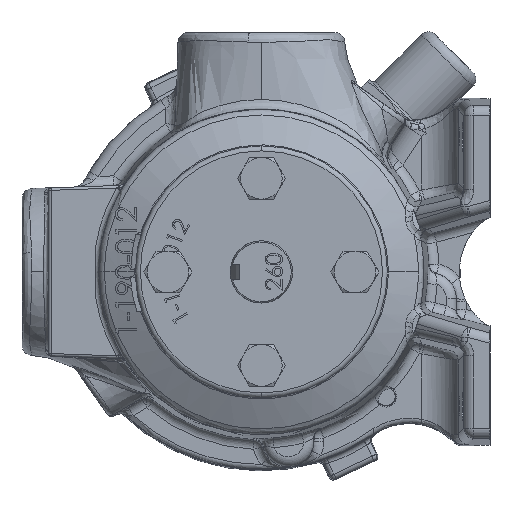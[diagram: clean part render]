
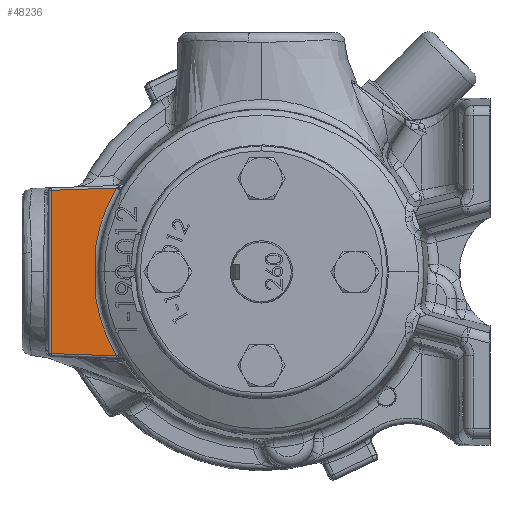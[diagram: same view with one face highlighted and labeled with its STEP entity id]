
A CAD part, left-side view. The second image highlights one B-rep face of the part: STEP entity #48236.
In plain terms, the highlighted planar face has unit normal (-1, 0, 0).
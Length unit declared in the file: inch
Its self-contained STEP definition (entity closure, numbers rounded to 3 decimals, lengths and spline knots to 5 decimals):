
#4763 = CARTESIAN_POINT ( 'NONE',  ( -2., 2., -0.26676 ) ) ;
#5370 = CARTESIAN_POINT ( 'NONE',  ( -2., 2., 0.26676 ) ) ;
#5676 = CARTESIAN_POINT ( 'NONE',  ( -2., 0., 0. ) ) ;
#5812 = LINE ( 'NONE', #78760, #70971 ) ;
#8403 = EDGE_CURVE ( 'NONE', #74623, #30986, #20051, .T. ) ;
#14158 = DIRECTION ( 'NONE',  ( 0., 0., 1. ) ) ;
#15881 = ORIENTED_EDGE ( 'NONE', *, *, #54400, .T. ) ;
#20051 = LINE ( 'NONE', #75310, #62593 ) ;
#20780 = EDGE_LOOP ( 'NONE', ( #68242, #15881, #75294, #88360, #21455, #72916 ) ) ;
#21074 = EDGE_CURVE ( 'NONE', #30986, #102087, #100851, .T. ) ;
#21455 = ORIENTED_EDGE ( 'NONE', *, *, #37408, .T. ) ;
#23260 = DIRECTION ( 'NONE',  ( 1., 0., 0. ) ) ;
#24761 = EDGE_CURVE ( 'NONE', #90337, #77077, #30670, .T. ) ;
#27451 = CARTESIAN_POINT ( 'NONE',  ( -2., 2.55895, 0.98119 ) ) ;
#28432 = DIRECTION ( 'NONE',  ( -1., 0., 0. ) ) ;
#30670 = LINE ( 'NONE', #27451, #75858 ) ;
#30986 = VERTEX_POINT ( 'NONE', #60076 ) ;
#34023 = CARTESIAN_POINT ( 'NONE',  ( -2., 1.74699, 1.00955 ) ) ;
#35514 = PLANE ( 'NONE',  #54798 ) ;
#37408 = EDGE_CURVE ( 'NONE', #77077, #74623, #54085, .T. ) ;
#38482 = CARTESIAN_POINT ( 'NONE',  ( -2., 2.53, 0.9822 ) ) ;
#44879 = EDGE_CURVE ( 'NONE', #105338, #90337, #89264, .T. ) ;
#45201 = AXIS2_PLACEMENT_3D ( 'NONE', #5676, #65137, #14158 ) ;
#48236 = ADVANCED_FACE ( 'NONE', ( #58441 ), #35514, .T. ) ;
#50029 = DIRECTION ( 'NONE',  ( 0., -0.999, -0.035 ) ) ;
#54085 = LINE ( 'NONE', #72538, #85920 ) ;
#54400 = EDGE_CURVE ( 'NONE', #102087, #105338, #5812, .T. ) ;
#54798 = AXIS2_PLACEMENT_3D ( 'NONE', #79297, #28432, #87850 ) ;
#58441 = FACE_OUTER_BOUND ( 'NONE', #20780, .T. ) ;
#60076 = CARTESIAN_POINT ( 'NONE',  ( -2., 1.74699, -1.00955 ) ) ;
#62593 = VECTOR ( 'NONE', #50029, 39.37008 ) ;
#65137 = DIRECTION ( 'NONE',  ( 1., 0., 0. ) ) ;
#68242 = ORIENTED_EDGE ( 'NONE', *, *, #21074, .T. ) ;
#70971 = VECTOR ( 'NONE', #71370, 39.37008 ) ;
#71370 = DIRECTION ( 'NONE',  ( 0., 0., 1. ) ) ;
#72538 = CARTESIAN_POINT ( 'NONE',  ( -2., 2.53, -1.01117 ) ) ;
#72916 = ORIENTED_EDGE ( 'NONE', *, *, #8403, .T. ) ;
#74247 = CARTESIAN_POINT ( 'NONE',  ( -2., 0., 0. ) ) ;
#74623 = VERTEX_POINT ( 'NONE', #94853 ) ;
#75294 = ORIENTED_EDGE ( 'NONE', *, *, #44879, .T. ) ;
#75310 = CARTESIAN_POINT ( 'NONE',  ( -2., 1.65837, -1.01264 ) ) ;
#75858 = VECTOR ( 'NONE', #95054, 39.37008 ) ;
#77077 = VERTEX_POINT ( 'NONE', #38482 ) ;
#78760 = CARTESIAN_POINT ( 'NONE',  ( -2., 2., -0.88 ) ) ;
#79297 = CARTESIAN_POINT ( 'NONE',  ( -2., 0., 0. ) ) ;
#82758 = DIRECTION ( 'NONE',  ( 0., 0., 1. ) ) ;
#85920 = VECTOR ( 'NONE', #90298, 39.37008 ) ;
#87850 = DIRECTION ( 'NONE',  ( 0., 0., 1. ) ) ;
#88360 = ORIENTED_EDGE ( 'NONE', *, *, #24761, .T. ) ;
#89264 = CIRCLE ( 'NONE', #45201, 2.01771 ) ;
#90298 = DIRECTION ( 'NONE',  ( 0., 0., -1. ) ) ;
#90337 = VERTEX_POINT ( 'NONE', #34023 ) ;
#94853 = CARTESIAN_POINT ( 'NONE',  ( -2., 2.53, -0.9822 ) ) ;
#95054 = DIRECTION ( 'NONE',  ( 0., 0.999, -0.035 ) ) ;
#99598 = AXIS2_PLACEMENT_3D ( 'NONE', #74247, #23260, #82758 ) ;
#100851 = CIRCLE ( 'NONE', #99598, 2.01771 ) ;
#102087 = VERTEX_POINT ( 'NONE', #4763 ) ;
#105338 = VERTEX_POINT ( 'NONE', #5370 ) ;
